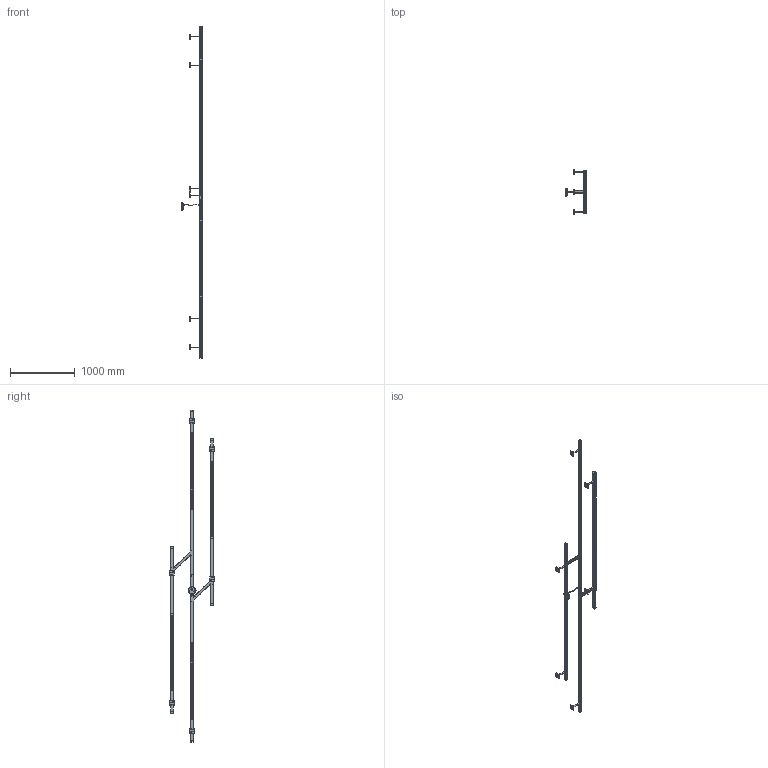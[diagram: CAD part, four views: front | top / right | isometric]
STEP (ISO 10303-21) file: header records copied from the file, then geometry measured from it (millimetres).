
FILE_DESCRIPTION (( 'STEP AP214' ), '1' );
FILE_NAME ('KAO-E dimming.STEP', '2014-10-16T20:18:17', ( '' ), ( '' ), 'SwSTEP 2.0', 'SolidWorks 2012', '' );
FILE_SCHEMA (( 'AUTOMOTIVE_DESIGN' ));
Length unit declared in the file: inch
Products named in the file (1): KAO-E dimming
Bounding box: 319.4 x 690.94 x 5126.32 mm (x, y, z)
Volume: 4730569.6 mm3; surface area: 5248263 mm2
Topology: 99 solids, 99 shells, 7584 faces, 21195 edges, 13867 vertices
Faces by surface type: plane 4952, cylinder 1947, bspline 335, cone 252, torus 94, sphere 4
Entity records: 352875 total; most frequent: CARTESIAN_POINT 57236, ORIENTED_EDGE 42306, DIRECTION 38941, EDGE_CURVE 21153, VECTOR 15509, LINE 15509, VERTEX_POINT 13863, AXIS2_PLACEMENT_3D 11716
